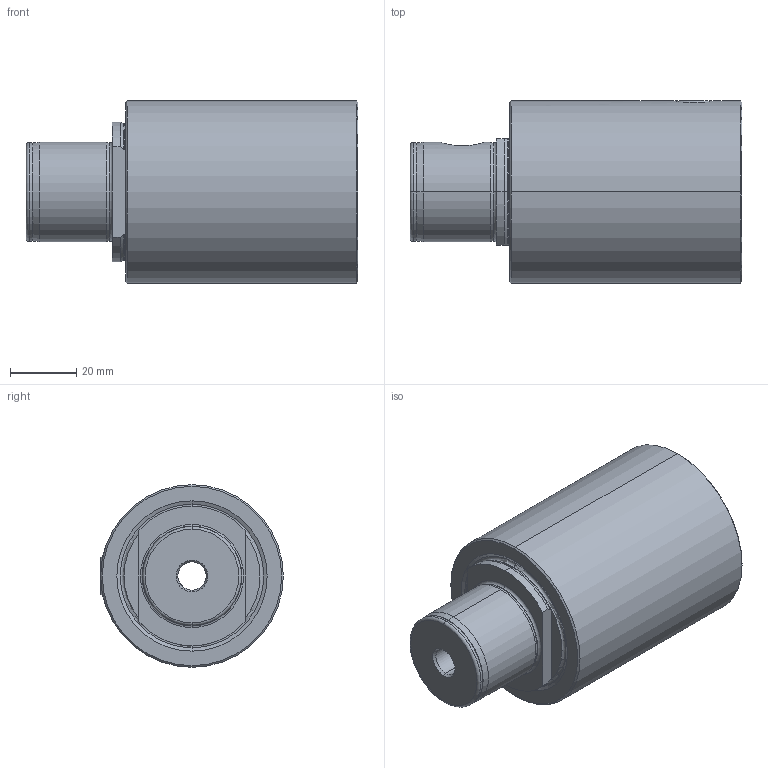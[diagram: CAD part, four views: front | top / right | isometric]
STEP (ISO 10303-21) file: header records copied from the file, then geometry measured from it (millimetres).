
FILE_DESCRIPTION (( 'STEP AP203' ), '1' );
FILE_NAME ('MB5-MB5.K01.070.STEP', '2015-07-15T11:56:41', ( 'SwiAdmin' ), ( '' ), 'SwSTEP 2.0', 'SolidWorks 2012', '' );
FILE_SCHEMA (( 'CONFIG_CONTROL_DESIGN' ));
Length unit declared in the file: millimetre
Products named in the file (3): MB5-MB5.K01.070; MB5-MB5.K01.070_B; MB5-ER1.001.017_A
Assembly tree (2 placements, depth 2):
  MB5-MB5.K01.070
    MB5-MB5.K01.070_B
    MB5-ER1.001.017_A
Bounding box: 100 x 55 x 55 mm (x, y, z)
Volume: 159849.1 mm3; surface area: 25743.9 mm2
Topology: 2 solids, 2 shells, 117 faces, 275 edges, 165 vertices
Faces by surface type: cone 37, cylinder 30, plane 26, torus 20, bspline 4
Entity records: 4372 total; most frequent: CARTESIAN_POINT 1376, DIRECTION 603, ORIENTED_EDGE 546, EDGE_CURVE 273, AXIS2_PLACEMENT_3D 254, VERTEX_POINT 165, CIRCLE 136, EDGE_LOOP 128
